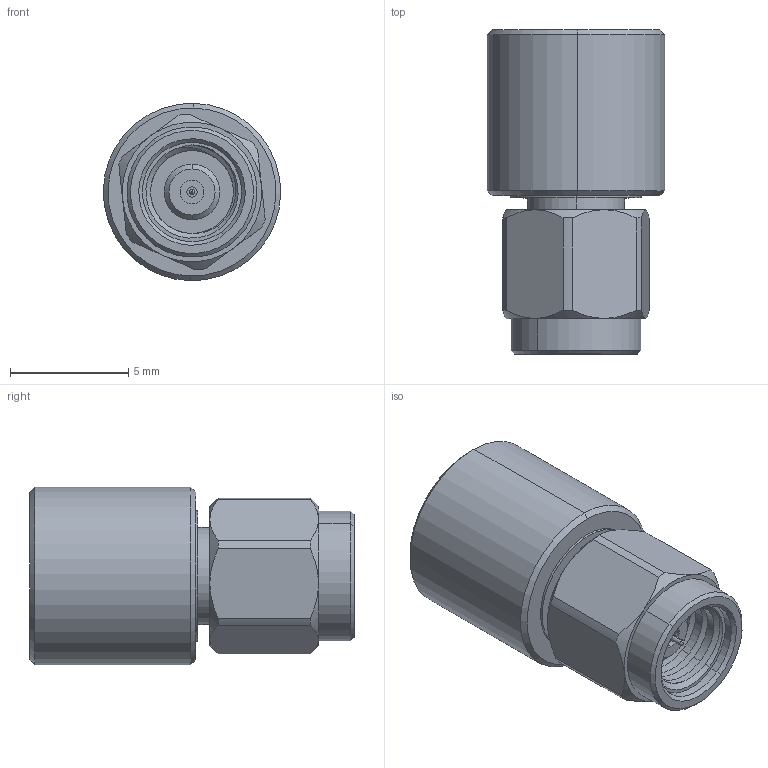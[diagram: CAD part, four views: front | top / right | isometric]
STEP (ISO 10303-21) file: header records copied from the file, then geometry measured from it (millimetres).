
FILE_DESCRIPTION (( 'STEP AP214' ), '1' );
FILE_NAME ('CM-1M-30-2, Defeatured.STEP', '2025-09-09T17:19:17', ( '' ), ( '' ), 'SwSTEP 2.0', 'SolidWorks 2021', '' );
FILE_SCHEMA (( 'AUTOMOTIVE_DESIGN' ));
Length unit declared in the file: inch
Products named in the file (1): CM-1M-30-2, Defeatured
Bounding box: 7.5 x 13.7 x 7.5 mm (x, y, z)
Volume: 442.1 mm3; surface area: 579 mm2
Topology: 3 solids, 3 shells, 104 faces, 226 edges, 142 vertices
Faces by surface type: cylinder 46, cone 30, plane 26, bspline 2
Entity records: 5029 total; most frequent: CARTESIAN_POINT 1366, DIRECTION 493, ORIENTED_EDGE 452, EDGE_CURVE 226, AXIS2_PLACEMENT_3D 213, VERTEX_POINT 142, EDGE_LOOP 120, CIRCLE 110
